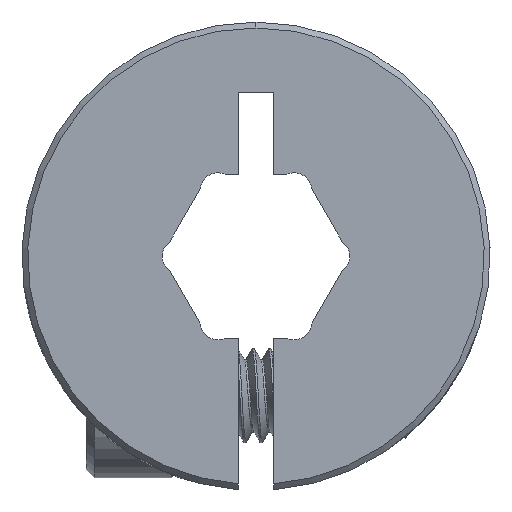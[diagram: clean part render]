
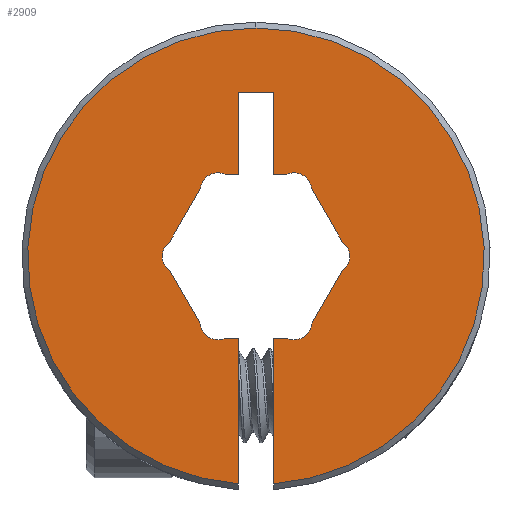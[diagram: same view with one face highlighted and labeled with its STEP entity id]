
A CAD part, front view. The second image highlights one B-rep face of the part: STEP entity #2909.
In plain terms, the highlighted planar face has unit normal (0, -1, 0).
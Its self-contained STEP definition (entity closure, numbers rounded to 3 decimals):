
#69 = VERTEX_POINT('',#70);
#70 = CARTESIAN_POINT('',(-1.316,-4.5,-3.5));
#76 = EDGE_CURVE('',#77,#69,#79,.T.);
#77 = VERTEX_POINT('',#78);
#78 = CARTESIAN_POINT('',(-1.626,-4.5,-3.567));
#79 = CIRCLE('',#80,0.75);
#80 = AXIS2_PLACEMENT_3D('',#81,#82,#83);
#81 = CARTESIAN_POINT('',(-1.626,-4.5,-2.817));
#82 = DIRECTION('',(0.,-1.,0.));
#83 = DIRECTION('',(-0.866,-0.,-0.5));
#111 = VERTEX_POINT('',#112);
#112 = CARTESIAN_POINT('',(2.373,-4.5,-2.89));
#118 = EDGE_CURVE('',#119,#111,#121,.T.);
#119 = VERTEX_POINT('',#120);
#120 = CARTESIAN_POINT('',(1.626,-4.5,-3.567));
#121 = CIRCLE('',#122,0.75);
#122 = AXIS2_PLACEMENT_3D('',#123,#124,#125);
#123 = CARTESIAN_POINT('',(1.626,-4.5,-2.817));
#124 = DIRECTION('',(0.,-1.,0.));
#125 = DIRECTION('',(0.,0.,-1.));
#846 = EDGE_CURVE('',#847,#849,#851,.T.);
#847 = VERTEX_POINT('',#848);
#848 = CARTESIAN_POINT('',(0.,-4.5,9.75));
#849 = VERTEX_POINT('',#850);
#850 = CARTESIAN_POINT('',(-0.75,-4.5,-9.721));
#851 = CIRCLE('',#852,9.75);
#852 = AXIS2_PLACEMENT_3D('',#853,#854,#855);
#853 = CARTESIAN_POINT('',(0.,-4.5,0.));
#854 = DIRECTION('',(0.,-1.,0.));
#855 = DIRECTION('',(0.,0.,1.));
#1819 = VERTEX_POINT('',#1820);
#1820 = CARTESIAN_POINT('',(-3.689,-4.5,-0.61));
#1826 = EDGE_CURVE('',#1819,#1827,#1829,.T.);
#1827 = VERTEX_POINT('',#1828);
#1828 = CARTESIAN_POINT('',(-2.373,-4.5,-2.89));
#1829 = LINE('',#1830,#1831);
#1830 = CARTESIAN_POINT('',(-3.031,-4.5,-1.75));
#1831 = VECTOR('',#1832,1.);
#1832 = DIRECTION('',(0.5,-0.,-0.866));
#1848 = EDGE_CURVE('',#1849,#1851,#1853,.T.);
#1849 = VERTEX_POINT('',#1850);
#1850 = CARTESIAN_POINT('',(3.689,-4.5,0.61));
#1851 = VERTEX_POINT('',#1852);
#1852 = CARTESIAN_POINT('',(2.373,-4.5,2.89));
#1853 = LINE('',#1854,#1855);
#1854 = CARTESIAN_POINT('',(3.031,-4.5,1.75));
#1855 = VECTOR('',#1856,1.);
#1856 = DIRECTION('',(-0.5,0.,0.866));
#1899 = VERTEX_POINT('',#1900);
#1900 = CARTESIAN_POINT('',(1.316,-4.5,3.5));
#1906 = EDGE_CURVE('',#1899,#1907,#1909,.T.);
#1907 = VERTEX_POINT('',#1908);
#1908 = CARTESIAN_POINT('',(0.75,-4.5,3.5));
#1909 = LINE('',#1910,#1911);
#1910 = CARTESIAN_POINT('',(0.,-4.5,3.5));
#1911 = VECTOR('',#1912,1.);
#1912 = DIRECTION('',(-1.,0.,0.));
#1928 = EDGE_CURVE('',#1929,#1931,#1933,.T.);
#1929 = VERTEX_POINT('',#1930);
#1930 = CARTESIAN_POINT('',(-2.373,-4.5,2.89));
#1931 = VERTEX_POINT('',#1932);
#1932 = CARTESIAN_POINT('',(-3.689,-4.5,0.61));
#1933 = LINE('',#1934,#1935);
#1934 = CARTESIAN_POINT('',(-3.031,-4.5,1.75));
#1935 = VECTOR('',#1936,1.);
#1936 = DIRECTION('',(-0.5,0.,-0.866));
#1977 = EDGE_CURVE('',#69,#1978,#1980,.T.);
#1978 = VERTEX_POINT('',#1979);
#1979 = CARTESIAN_POINT('',(-0.75,-4.5,-3.5));
#1980 = LINE('',#1981,#1982);
#1981 = CARTESIAN_POINT('',(0.,-4.5,-3.5));
#1982 = VECTOR('',#1983,1.);
#1983 = DIRECTION('',(1.,0.,0.));
#1999 = EDGE_CURVE('',#111,#2000,#2002,.T.);
#2000 = VERTEX_POINT('',#2001);
#2001 = CARTESIAN_POINT('',(3.689,-4.5,-0.61));
#2002 = LINE('',#2003,#2004);
#2003 = CARTESIAN_POINT('',(3.031,-4.5,-1.75));
#2004 = VECTOR('',#2005,1.);
#2005 = DIRECTION('',(0.5,0.,0.866));
#2487 = VERTEX_POINT('',#2488);
#2488 = CARTESIAN_POINT('',(0.75,-4.5,-9.721));
#2495 = EDGE_CURVE('',#2487,#2496,#2498,.T.);
#2496 = VERTEX_POINT('',#2497);
#2497 = CARTESIAN_POINT('',(0.75,-4.5,-3.5));
#2498 = LINE('',#2499,#2500);
#2499 = CARTESIAN_POINT('',(0.75,-4.5,0.));
#2500 = VECTOR('',#2501,1.);
#2501 = DIRECTION('',(0.,0.,1.));
#2772 = EDGE_CURVE('',#849,#1978,#2773,.T.);
#2773 = LINE('',#2774,#2775);
#2774 = CARTESIAN_POINT('',(-0.75,-4.5,0.));
#2775 = VECTOR('',#2776,1.);
#2776 = DIRECTION('',(0.,0.,1.));
#2811 = EDGE_CURVE('',#1907,#2812,#2814,.T.);
#2812 = VERTEX_POINT('',#2813);
#2813 = CARTESIAN_POINT('',(0.75,-4.5,7.));
#2814 = LINE('',#2815,#2816);
#2815 = CARTESIAN_POINT('',(0.75,-4.5,0.));
#2816 = VECTOR('',#2817,1.);
#2817 = DIRECTION('',(0.,0.,1.));
#2849 = EDGE_CURVE('',#2850,#2812,#2852,.T.);
#2850 = VERTEX_POINT('',#2851);
#2851 = CARTESIAN_POINT('',(-0.75,-4.5,7.));
#2852 = LINE('',#2853,#2854);
#2853 = CARTESIAN_POINT('',(0.,-4.5,7.));
#2854 = VECTOR('',#2855,1.);
#2855 = DIRECTION('',(1.,-0.,0.));
#2873 = EDGE_CURVE('',#2874,#2850,#2876,.T.);
#2874 = VERTEX_POINT('',#2875);
#2875 = CARTESIAN_POINT('',(-0.75,-4.5,3.5));
#2876 = LINE('',#2877,#2878);
#2877 = CARTESIAN_POINT('',(-0.75,-4.5,0.));
#2878 = VECTOR('',#2879,1.);
#2879 = DIRECTION('',(0.,0.,1.));
#2909 = ADVANCED_FACE('',(#2910),#2991,.F.);
#2910 = FACE_BOUND('',#2911,.T.);
#2911 = EDGE_LOOP('',(#2912,#2913,#2920,#2921,#2930,#2936,#2937,#2938,
    #2939,#2940,#2947,#2948,#2955,#2956,#2957,#2966,#2972,#2973,#2980,
    #2981,#2982,#2983,#2984));
#2912 = ORIENTED_EDGE('',*,*,#1826,.F.);
#2913 = ORIENTED_EDGE('',*,*,#2914,.F.);
#2914 = EDGE_CURVE('',#1931,#1819,#2915,.T.);
#2915 = CIRCLE('',#2916,0.75);
#2916 = AXIS2_PLACEMENT_3D('',#2917,#2918,#2919);
#2917 = CARTESIAN_POINT('',(-3.253,-4.5,0.));
#2918 = DIRECTION('',(0.,-1.,-0.));
#2919 = DIRECTION('',(-0.866,-0.,0.5));
#2920 = ORIENTED_EDGE('',*,*,#1928,.F.);
#2921 = ORIENTED_EDGE('',*,*,#2922,.F.);
#2922 = EDGE_CURVE('',#2923,#1929,#2925,.T.);
#2923 = VERTEX_POINT('',#2924);
#2924 = CARTESIAN_POINT('',(-1.316,-4.5,3.5));
#2925 = CIRCLE('',#2926,0.75);
#2926 = AXIS2_PLACEMENT_3D('',#2927,#2928,#2929);
#2927 = CARTESIAN_POINT('',(-1.626,-4.5,2.817));
#2928 = DIRECTION('',(0.,-1.,0.));
#2929 = DIRECTION('',(0.,0.,1.));
#2930 = ORIENTED_EDGE('',*,*,#2931,.F.);
#2931 = EDGE_CURVE('',#2874,#2923,#2932,.T.);
#2932 = LINE('',#2933,#2934);
#2933 = CARTESIAN_POINT('',(0.,-4.5,3.5));
#2934 = VECTOR('',#2935,1.);
#2935 = DIRECTION('',(-1.,0.,0.));
#2936 = ORIENTED_EDGE('',*,*,#2873,.T.);
#2937 = ORIENTED_EDGE('',*,*,#2849,.T.);
#2938 = ORIENTED_EDGE('',*,*,#2811,.F.);
#2939 = ORIENTED_EDGE('',*,*,#1906,.F.);
#2940 = ORIENTED_EDGE('',*,*,#2941,.F.);
#2941 = EDGE_CURVE('',#1851,#1899,#2942,.T.);
#2942 = CIRCLE('',#2943,0.75);
#2943 = AXIS2_PLACEMENT_3D('',#2944,#2945,#2946);
#2944 = CARTESIAN_POINT('',(1.626,-4.5,2.817));
#2945 = DIRECTION('',(0.,-1.,0.));
#2946 = DIRECTION('',(0.866,0.,0.5));
#2947 = ORIENTED_EDGE('',*,*,#1848,.F.);
#2948 = ORIENTED_EDGE('',*,*,#2949,.F.);
#2949 = EDGE_CURVE('',#2000,#1849,#2950,.T.);
#2950 = CIRCLE('',#2951,0.75);
#2951 = AXIS2_PLACEMENT_3D('',#2952,#2953,#2954);
#2952 = CARTESIAN_POINT('',(3.253,-4.5,0.));
#2953 = DIRECTION('',(0.,-1.,0.));
#2954 = DIRECTION('',(0.866,0.,-0.5));
#2955 = ORIENTED_EDGE('',*,*,#1999,.F.);
#2956 = ORIENTED_EDGE('',*,*,#118,.F.);
#2957 = ORIENTED_EDGE('',*,*,#2958,.F.);
#2958 = EDGE_CURVE('',#2959,#119,#2961,.T.);
#2959 = VERTEX_POINT('',#2960);
#2960 = CARTESIAN_POINT('',(1.316,-4.5,-3.5));
#2961 = CIRCLE('',#2962,0.75);
#2962 = AXIS2_PLACEMENT_3D('',#2963,#2964,#2965);
#2963 = CARTESIAN_POINT('',(1.626,-4.5,-2.817));
#2964 = DIRECTION('',(0.,-1.,0.));
#2965 = DIRECTION('',(0.,0.,-1.));
#2966 = ORIENTED_EDGE('',*,*,#2967,.F.);
#2967 = EDGE_CURVE('',#2496,#2959,#2968,.T.);
#2968 = LINE('',#2969,#2970);
#2969 = CARTESIAN_POINT('',(0.,-4.5,-3.5));
#2970 = VECTOR('',#2971,1.);
#2971 = DIRECTION('',(1.,0.,0.));
#2972 = ORIENTED_EDGE('',*,*,#2495,.F.);
#2973 = ORIENTED_EDGE('',*,*,#2974,.T.);
#2974 = EDGE_CURVE('',#2487,#847,#2975,.T.);
#2975 = CIRCLE('',#2976,9.75);
#2976 = AXIS2_PLACEMENT_3D('',#2977,#2978,#2979);
#2977 = CARTESIAN_POINT('',(0.,-4.5,0.));
#2978 = DIRECTION('',(0.,-1.,0.));
#2979 = DIRECTION('',(0.,0.,1.));
#2980 = ORIENTED_EDGE('',*,*,#846,.T.);
#2981 = ORIENTED_EDGE('',*,*,#2772,.T.);
#2982 = ORIENTED_EDGE('',*,*,#1977,.F.);
#2983 = ORIENTED_EDGE('',*,*,#76,.F.);
#2984 = ORIENTED_EDGE('',*,*,#2985,.F.);
#2985 = EDGE_CURVE('',#1827,#77,#2986,.T.);
#2986 = CIRCLE('',#2987,0.75);
#2987 = AXIS2_PLACEMENT_3D('',#2988,#2989,#2990);
#2988 = CARTESIAN_POINT('',(-1.626,-4.5,-2.817));
#2989 = DIRECTION('',(0.,-1.,0.));
#2990 = DIRECTION('',(-0.866,-0.,-0.5));
#2991 = PLANE('',#2992);
#2992 = AXIS2_PLACEMENT_3D('',#2993,#2994,#2995);
#2993 = CARTESIAN_POINT('',(0.,-4.5,0.));
#2994 = DIRECTION('',(0.,1.,-0.));
#2995 = DIRECTION('',(0.,0.,1.));
